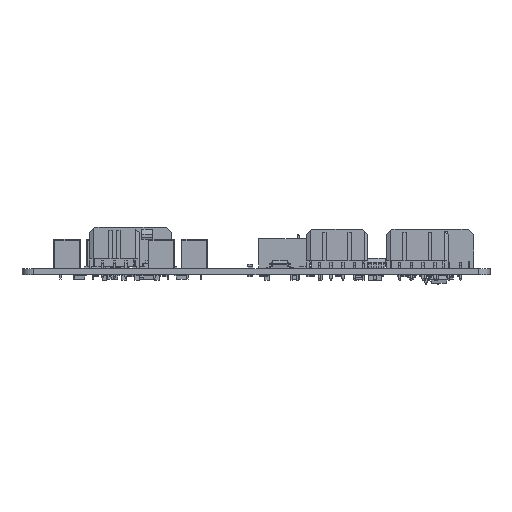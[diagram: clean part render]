
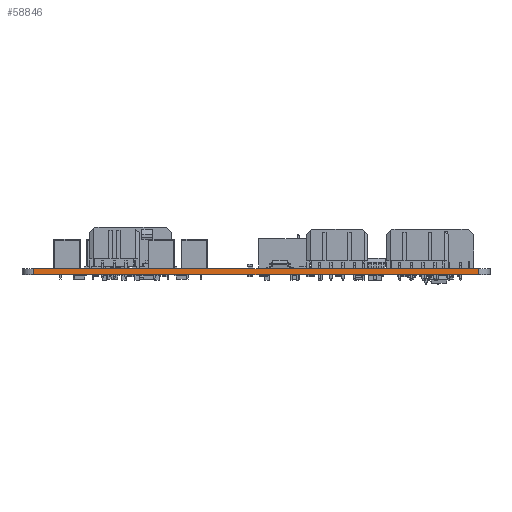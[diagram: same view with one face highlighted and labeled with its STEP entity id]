
A CAD part, front view. The second image highlights one B-rep face of the part: STEP entity #58846.
In plain terms, the highlighted planar face has unit normal (0, -1, 0).
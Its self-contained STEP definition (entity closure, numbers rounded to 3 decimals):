
#56133 = VERTEX_POINT('',#56134);
#56134 = CARTESIAN_POINT('',(46.,-132.,0.));
#56141 = EDGE_CURVE('',#56142,#56133,#56144,.T.);
#56142 = VERTEX_POINT('',#56143);
#56143 = CARTESIAN_POINT('',(159.,-132.,0.));
#56144 = LINE('',#56145,#56146);
#56145 = CARTESIAN_POINT('',(159.,-132.,0.));
#56146 = VECTOR('',#56147,1.);
#56147 = DIRECTION('',(-1.,0.,0.));
#57476 = VERTEX_POINT('',#57477);
#57477 = CARTESIAN_POINT('',(46.,-132.,1.6));
#57484 = EDGE_CURVE('',#57485,#57476,#57487,.T.);
#57485 = VERTEX_POINT('',#57486);
#57486 = CARTESIAN_POINT('',(159.,-132.,1.6));
#57487 = LINE('',#57488,#57489);
#57488 = CARTESIAN_POINT('',(159.,-132.,1.6));
#57489 = VECTOR('',#57490,1.);
#57490 = DIRECTION('',(-1.,0.,0.));
#58818 = EDGE_CURVE('',#56142,#57485,#58819,.T.);
#58819 = LINE('',#58820,#58821);
#58820 = CARTESIAN_POINT('',(159.,-132.,0.));
#58821 = VECTOR('',#58822,1.);
#58822 = DIRECTION('',(0.,0.,1.));
#58846 = ADVANCED_FACE('',(#58847),#58858,.T.);
#58847 = FACE_BOUND('',#58848,.T.);
#58848 = EDGE_LOOP('',(#58849,#58850,#58851,#58857));
#58849 = ORIENTED_EDGE('',*,*,#58818,.T.);
#58850 = ORIENTED_EDGE('',*,*,#57484,.T.);
#58851 = ORIENTED_EDGE('',*,*,#58852,.F.);
#58852 = EDGE_CURVE('',#56133,#57476,#58853,.T.);
#58853 = LINE('',#58854,#58855);
#58854 = CARTESIAN_POINT('',(46.,-132.,0.));
#58855 = VECTOR('',#58856,1.);
#58856 = DIRECTION('',(0.,0.,1.));
#58857 = ORIENTED_EDGE('',*,*,#56141,.F.);
#58858 = PLANE('',#58859);
#58859 = AXIS2_PLACEMENT_3D('',#58860,#58861,#58862);
#58860 = CARTESIAN_POINT('',(159.,-132.,0.));
#58861 = DIRECTION('',(0.,-1.,0.));
#58862 = DIRECTION('',(-1.,0.,0.));
